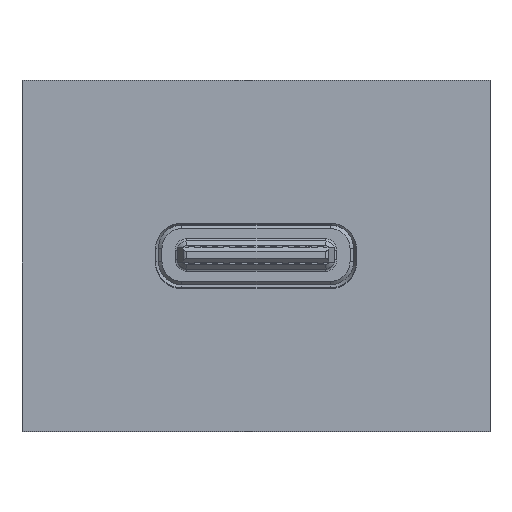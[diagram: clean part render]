
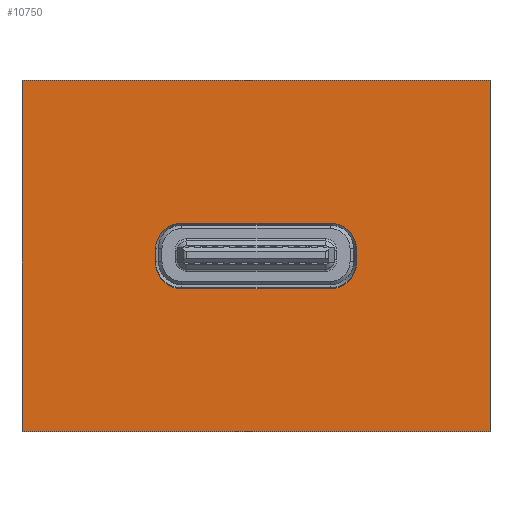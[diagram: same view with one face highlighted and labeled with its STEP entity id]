
A CAD part, top view. The second image highlights one B-rep face of the part: STEP entity #10750.
In plain terms, the highlighted planar face has unit normal (0, 0, 1).
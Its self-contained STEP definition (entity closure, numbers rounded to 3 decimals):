
#10750=ADVANCED_FACE('',(#12288,#12289),#12091,.T.);
#12091=PLANE('',#39307);
#12288=FACE_BOUND('',#14016,.T.);
#12289=FACE_BOUND('',#14017,.T.);
#14016=EDGE_LOOP('',(#29174,#29175,#29176,#29177));
#14017=EDGE_LOOP('',(#29178,#29179,#29180,#29181,#29182,#29183,#29184,#29185));
#17406=LINE('',#56823,#20810);
#17410=LINE('',#56831,#20814);
#17413=LINE('',#56837,#20817);
#17415=LINE('',#56840,#20819);
#17416=LINE('',#56842,#20820);
#17417=LINE('',#56847,#20821);
#17418=LINE('',#56851,#20822);
#17419=LINE('',#56855,#20823);
#20810=VECTOR('',#47099,1.);
#20814=VECTOR('',#47105,1.);
#20817=VECTOR('',#47110,1.);
#20819=VECTOR('',#47114,1.);
#20820=VECTOR('',#47117,1.);
#20821=VECTOR('',#47120,1.);
#20822=VECTOR('',#47123,1.);
#20823=VECTOR('',#47126,1.);
#29174=ORIENTED_EDGE('',*,*,#36374,.T.);
#29175=ORIENTED_EDGE('',*,*,#36378,.T.);
#29176=ORIENTED_EDGE('',*,*,#36381,.T.);
#29177=ORIENTED_EDGE('',*,*,#36383,.T.);
#29178=ORIENTED_EDGE('',*,*,#36384,.T.);
#29179=ORIENTED_EDGE('',*,*,#36385,.T.);
#29180=ORIENTED_EDGE('',*,*,#36386,.T.);
#29181=ORIENTED_EDGE('',*,*,#36387,.T.);
#29182=ORIENTED_EDGE('',*,*,#36388,.T.);
#29183=ORIENTED_EDGE('',*,*,#36389,.T.);
#29184=ORIENTED_EDGE('',*,*,#36390,.T.);
#29185=ORIENTED_EDGE('',*,*,#36391,.T.);
#32155=VERTEX_POINT('',#56822);
#32156=VERTEX_POINT('',#56824);
#32158=VERTEX_POINT('',#56830);
#32160=VERTEX_POINT('',#56836);
#32161=VERTEX_POINT('',#56843);
#32162=VERTEX_POINT('',#56844);
#32163=VERTEX_POINT('',#56846);
#32164=VERTEX_POINT('',#56848);
#32165=VERTEX_POINT('',#56850);
#32166=VERTEX_POINT('',#56852);
#32167=VERTEX_POINT('',#56854);
#32168=VERTEX_POINT('',#56856);
#36374=EDGE_CURVE('',#32156,#32155,#17406,.T.);
#36378=EDGE_CURVE('',#32155,#32158,#17410,.T.);
#36381=EDGE_CURVE('',#32158,#32160,#17413,.T.);
#36383=EDGE_CURVE('',#32160,#32156,#17415,.T.);
#36384=EDGE_CURVE('',#32161,#32162,#17416,.T.);
#36385=EDGE_CURVE('',#32162,#32163,#37079,.T.);
#36386=EDGE_CURVE('',#32163,#32164,#17417,.T.);
#36387=EDGE_CURVE('',#32164,#32165,#37080,.T.);
#36388=EDGE_CURVE('',#32165,#32166,#17418,.T.);
#36389=EDGE_CURVE('',#32166,#32167,#37081,.T.);
#36390=EDGE_CURVE('',#32167,#32168,#17419,.T.);
#36391=EDGE_CURVE('',#32168,#32161,#37082,.T.);
#37079=CIRCLE('',#39303,1.125);
#37080=CIRCLE('',#39304,1.125);
#37081=CIRCLE('',#39305,1.125);
#37082=CIRCLE('',#39306,1.125);
#39303=AXIS2_PLACEMENT_3D('',#56845,#47118,#47119);
#39304=AXIS2_PLACEMENT_3D('',#56849,#47121,#47122);
#39305=AXIS2_PLACEMENT_3D('',#56853,#47124,#47125);
#39306=AXIS2_PLACEMENT_3D('',#56857,#47127,#47128);
#39307=AXIS2_PLACEMENT_3D('',#56858,#47129,#47130);
#47099=DIRECTION('',(0.,-1.,0.));
#47105=DIRECTION('',(1.,0.,0.));
#47110=DIRECTION('',(0.,1.,0.));
#47114=DIRECTION('',(-1.,0.,0.));
#47117=DIRECTION('',(0.,1.,0.));
#47118=DIRECTION('',(0.,0.,-1.));
#47119=DIRECTION('',(-1.,0.,0.));
#47120=DIRECTION('',(1.,0.,0.));
#47121=DIRECTION('',(0.,0.,-1.));
#47122=DIRECTION('',(1.,0.,0.));
#47123=DIRECTION('',(0.,-1.,0.));
#47124=DIRECTION('',(0.,0.,-1.));
#47125=DIRECTION('',(1.,0.,0.));
#47126=DIRECTION('',(-1.,0.,0.));
#47127=DIRECTION('',(0.,0.,-1.));
#47128=DIRECTION('',(-1.,0.,0.));
#47129=DIRECTION('',(0.,0.,1.));
#47130=DIRECTION('',(1.,0.,0.));
#56822=CARTESIAN_POINT('',(-44.478,-3.513,5.595));
#56823=CARTESIAN_POINT('',(-44.478,11.487,5.595));
#56824=CARTESIAN_POINT('',(-44.478,11.487,5.595));
#56830=CARTESIAN_POINT('',(-24.478,-3.513,5.595));
#56831=CARTESIAN_POINT('',(-44.478,-3.513,5.595));
#56836=CARTESIAN_POINT('',(-24.478,11.487,5.595));
#56837=CARTESIAN_POINT('',(-24.478,-3.513,5.595));
#56840=CARTESIAN_POINT('',(-24.478,11.487,5.595));
#56842=CARTESIAN_POINT('',(-38.773,3.707,5.595));
#56843=CARTESIAN_POINT('',(-38.773,3.707,5.595));
#56844=CARTESIAN_POINT('',(-38.773,4.267,5.595));
#56845=CARTESIAN_POINT('',(-37.648,4.267,5.595));
#56846=CARTESIAN_POINT('',(-37.648,5.392,5.595));
#56847=CARTESIAN_POINT('',(-37.648,5.392,5.595));
#56848=CARTESIAN_POINT('',(-31.308,5.392,5.595));
#56849=CARTESIAN_POINT('',(-31.308,4.267,5.595));
#56850=CARTESIAN_POINT('',(-30.183,4.267,5.595));
#56851=CARTESIAN_POINT('',(-30.183,4.267,5.595));
#56852=CARTESIAN_POINT('',(-30.183,3.707,5.595));
#56853=CARTESIAN_POINT('',(-31.308,3.707,5.595));
#56854=CARTESIAN_POINT('',(-31.308,2.582,5.595));
#56855=CARTESIAN_POINT('',(-31.308,2.582,5.595));
#56856=CARTESIAN_POINT('',(-37.648,2.582,5.595));
#56857=CARTESIAN_POINT('',(-37.648,3.707,5.595));
#56858=CARTESIAN_POINT('',(-40.,-0.05,5.595));
